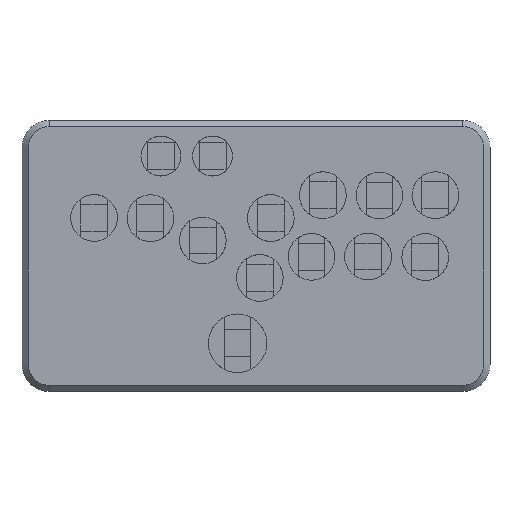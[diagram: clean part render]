
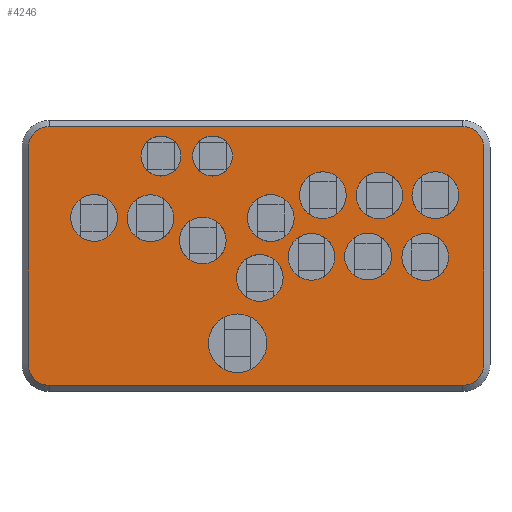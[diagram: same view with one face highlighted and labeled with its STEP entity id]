
A CAD part, top view. The second image highlights one B-rep face of the part: STEP entity #4246.
In plain terms, the highlighted planar face has unit normal (0, 0, 1).
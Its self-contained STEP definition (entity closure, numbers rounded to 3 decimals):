
#118=FACE_BOUND('',#617,.T.);
#119=FACE_BOUND('',#618,.T.);
#120=FACE_BOUND('',#619,.T.);
#121=FACE_BOUND('',#620,.T.);
#122=FACE_BOUND('',#621,.T.);
#123=FACE_BOUND('',#622,.T.);
#124=FACE_BOUND('',#623,.T.);
#125=FACE_BOUND('',#624,.T.);
#126=FACE_BOUND('',#625,.T.);
#127=FACE_BOUND('',#626,.T.);
#128=FACE_BOUND('',#627,.T.);
#129=FACE_BOUND('',#628,.T.);
#130=FACE_BOUND('',#629,.T.);
#131=FACE_BOUND('',#630,.T.);
#171=PLANE('',#4582);
#362=FACE_OUTER_BOUND('',#616,.T.);
#616=EDGE_LOOP('',(#3175,#3176,#3177,#3178,#3179,#3180,#3181,#3182));
#617=EDGE_LOOP('',(#3183));
#618=EDGE_LOOP('',(#3184));
#619=EDGE_LOOP('',(#3185));
#620=EDGE_LOOP('',(#3186));
#621=EDGE_LOOP('',(#3187));
#622=EDGE_LOOP('',(#3188));
#623=EDGE_LOOP('',(#3189));
#624=EDGE_LOOP('',(#3190));
#625=EDGE_LOOP('',(#3191));
#626=EDGE_LOOP('',(#3192));
#627=EDGE_LOOP('',(#3193));
#628=EDGE_LOOP('',(#3194));
#629=EDGE_LOOP('',(#3195));
#630=EDGE_LOOP('',(#3196));
#896=LINE('',#6501,#1323);
#897=LINE('',#6505,#1324);
#898=LINE('',#6509,#1325);
#899=LINE('',#6513,#1326);
#1323=VECTOR('',#5233,10.);
#1324=VECTOR('',#5236,10.);
#1325=VECTOR('',#5239,10.);
#1326=VECTOR('',#5242,10.);
#1748=CIRCLE('',#4583,10.828);
#1749=CIRCLE('',#4584,10.828);
#1750=CIRCLE('',#4585,10.828);
#1751=CIRCLE('',#4586,10.828);
#1752=CIRCLE('',#4587,15.);
#1753=CIRCLE('',#4588,12.);
#1754=CIRCLE('',#4589,12.);
#1755=CIRCLE('',#4590,12.);
#1756=CIRCLE('',#4591,12.);
#1757=CIRCLE('',#4592,12.);
#1758=CIRCLE('',#4593,12.);
#1759=CIRCLE('',#4594,12.);
#1760=CIRCLE('',#4595,12.);
#1761=CIRCLE('',#4596,12.);
#1762=CIRCLE('',#4597,12.);
#1763=CIRCLE('',#4598,12.);
#1764=CIRCLE('',#4599,10.25);
#1765=CIRCLE('',#4600,10.25);
#1970=VERTEX_POINT('',#6499);
#1971=VERTEX_POINT('',#6500);
#1972=VERTEX_POINT('',#6502);
#1973=VERTEX_POINT('',#6504);
#1974=VERTEX_POINT('',#6506);
#1975=VERTEX_POINT('',#6508);
#1976=VERTEX_POINT('',#6510);
#1977=VERTEX_POINT('',#6512);
#1978=VERTEX_POINT('',#6515);
#1979=VERTEX_POINT('',#6517);
#1980=VERTEX_POINT('',#6519);
#1981=VERTEX_POINT('',#6521);
#1982=VERTEX_POINT('',#6523);
#1983=VERTEX_POINT('',#6525);
#1984=VERTEX_POINT('',#6527);
#1985=VERTEX_POINT('',#6529);
#1986=VERTEX_POINT('',#6531);
#1987=VERTEX_POINT('',#6533);
#1988=VERTEX_POINT('',#6535);
#1989=VERTEX_POINT('',#6537);
#1990=VERTEX_POINT('',#6539);
#1991=VERTEX_POINT('',#6541);
#2431=EDGE_CURVE('',#1970,#1971,#896,.T.);
#2432=EDGE_CURVE('',#1972,#1970,#1748,.T.);
#2433=EDGE_CURVE('',#1973,#1972,#897,.T.);
#2434=EDGE_CURVE('',#1974,#1973,#1749,.T.);
#2435=EDGE_CURVE('',#1975,#1974,#898,.T.);
#2436=EDGE_CURVE('',#1976,#1975,#1750,.T.);
#2437=EDGE_CURVE('',#1977,#1976,#899,.T.);
#2438=EDGE_CURVE('',#1971,#1977,#1751,.T.);
#2439=EDGE_CURVE('',#1978,#1978,#1752,.T.);
#2440=EDGE_CURVE('',#1979,#1979,#1753,.T.);
#2441=EDGE_CURVE('',#1980,#1980,#1754,.T.);
#2442=EDGE_CURVE('',#1981,#1981,#1755,.T.);
#2443=EDGE_CURVE('',#1982,#1982,#1756,.T.);
#2444=EDGE_CURVE('',#1983,#1983,#1757,.T.);
#2445=EDGE_CURVE('',#1984,#1984,#1758,.T.);
#2446=EDGE_CURVE('',#1985,#1985,#1759,.T.);
#2447=EDGE_CURVE('',#1986,#1986,#1760,.T.);
#2448=EDGE_CURVE('',#1987,#1987,#1761,.T.);
#2449=EDGE_CURVE('',#1988,#1988,#1762,.T.);
#2450=EDGE_CURVE('',#1989,#1989,#1763,.T.);
#2451=EDGE_CURVE('',#1990,#1990,#1764,.T.);
#2452=EDGE_CURVE('',#1991,#1991,#1765,.T.);
#3175=ORIENTED_EDGE('',*,*,#2431,.F.);
#3176=ORIENTED_EDGE('',*,*,#2432,.F.);
#3177=ORIENTED_EDGE('',*,*,#2433,.F.);
#3178=ORIENTED_EDGE('',*,*,#2434,.F.);
#3179=ORIENTED_EDGE('',*,*,#2435,.F.);
#3180=ORIENTED_EDGE('',*,*,#2436,.F.);
#3181=ORIENTED_EDGE('',*,*,#2437,.F.);
#3182=ORIENTED_EDGE('',*,*,#2438,.F.);
#3183=ORIENTED_EDGE('',*,*,#2439,.T.);
#3184=ORIENTED_EDGE('',*,*,#2440,.T.);
#3185=ORIENTED_EDGE('',*,*,#2441,.T.);
#3186=ORIENTED_EDGE('',*,*,#2442,.T.);
#3187=ORIENTED_EDGE('',*,*,#2443,.T.);
#3188=ORIENTED_EDGE('',*,*,#2444,.T.);
#3189=ORIENTED_EDGE('',*,*,#2445,.T.);
#3190=ORIENTED_EDGE('',*,*,#2446,.T.);
#3191=ORIENTED_EDGE('',*,*,#2447,.T.);
#3192=ORIENTED_EDGE('',*,*,#2448,.T.);
#3193=ORIENTED_EDGE('',*,*,#2449,.T.);
#3194=ORIENTED_EDGE('',*,*,#2450,.T.);
#3195=ORIENTED_EDGE('',*,*,#2451,.T.);
#3196=ORIENTED_EDGE('',*,*,#2452,.T.);
#4246=ADVANCED_FACE('',(#362,#118,#119,#120,#121,#122,#123,#124,#125,#126,
#127,#128,#129,#130,#131),#171,.T.);
#4582=AXIS2_PLACEMENT_3D('',#6498,#5231,#5232);
#4583=AXIS2_PLACEMENT_3D('',#6503,#5234,#5235);
#4584=AXIS2_PLACEMENT_3D('',#6507,#5237,#5238);
#4585=AXIS2_PLACEMENT_3D('',#6511,#5240,#5241);
#4586=AXIS2_PLACEMENT_3D('',#6514,#5243,#5244);
#4587=AXIS2_PLACEMENT_3D('',#6516,#5245,#5246);
#4588=AXIS2_PLACEMENT_3D('',#6518,#5247,#5248);
#4589=AXIS2_PLACEMENT_3D('',#6520,#5249,#5250);
#4590=AXIS2_PLACEMENT_3D('',#6522,#5251,#5252);
#4591=AXIS2_PLACEMENT_3D('',#6524,#5253,#5254);
#4592=AXIS2_PLACEMENT_3D('',#6526,#5255,#5256);
#4593=AXIS2_PLACEMENT_3D('',#6528,#5257,#5258);
#4594=AXIS2_PLACEMENT_3D('',#6530,#5259,#5260);
#4595=AXIS2_PLACEMENT_3D('',#6532,#5261,#5262);
#4596=AXIS2_PLACEMENT_3D('',#6534,#5263,#5264);
#4597=AXIS2_PLACEMENT_3D('',#6536,#5265,#5266);
#4598=AXIS2_PLACEMENT_3D('',#6538,#5267,#5268);
#4599=AXIS2_PLACEMENT_3D('',#6540,#5269,#5270);
#4600=AXIS2_PLACEMENT_3D('',#6542,#5271,#5272);
#5231=DIRECTION('center_axis',(0.,0.,1.));
#5232=DIRECTION('ref_axis',(1.,0.,0.));
#5233=DIRECTION('',(0.,1.,0.));
#5234=DIRECTION('center_axis',(0.,0.,-1.));
#5235=DIRECTION('ref_axis',(-1.,0.,0.));
#5236=DIRECTION('',(-1.,0.,0.));
#5237=DIRECTION('center_axis',(0.,0.,-1.));
#5238=DIRECTION('ref_axis',(0.,-1.,0.));
#5239=DIRECTION('',(0.,-1.,0.));
#5240=DIRECTION('center_axis',(0.,0.,-1.));
#5241=DIRECTION('ref_axis',(1.,0.,0.));
#5242=DIRECTION('',(1.,0.,0.));
#5243=DIRECTION('center_axis',(0.,0.,-1.));
#5244=DIRECTION('ref_axis',(0.,1.,0.));
#5245=DIRECTION('center_axis',(0.,0.,-1.));
#5246=DIRECTION('ref_axis',(1.,0.,0.));
#5247=DIRECTION('center_axis',(0.,0.,-1.));
#5248=DIRECTION('ref_axis',(1.,0.,0.));
#5249=DIRECTION('center_axis',(0.,0.,-1.));
#5250=DIRECTION('ref_axis',(1.,0.,0.));
#5251=DIRECTION('center_axis',(0.,0.,-1.));
#5252=DIRECTION('ref_axis',(1.,0.,0.));
#5253=DIRECTION('center_axis',(0.,0.,-1.));
#5254=DIRECTION('ref_axis',(1.,0.,0.));
#5255=DIRECTION('center_axis',(0.,0.,-1.));
#5256=DIRECTION('ref_axis',(1.,0.,0.));
#5257=DIRECTION('center_axis',(0.,0.,-1.));
#5258=DIRECTION('ref_axis',(1.,0.,0.));
#5259=DIRECTION('center_axis',(0.,0.,-1.));
#5260=DIRECTION('ref_axis',(1.,0.,0.));
#5261=DIRECTION('center_axis',(0.,0.,-1.));
#5262=DIRECTION('ref_axis',(1.,0.,0.));
#5263=DIRECTION('center_axis',(0.,0.,-1.));
#5264=DIRECTION('ref_axis',(1.,0.,0.));
#5265=DIRECTION('center_axis',(0.,0.,-1.));
#5266=DIRECTION('ref_axis',(1.,0.,0.));
#5267=DIRECTION('center_axis',(0.,0.,-1.));
#5268=DIRECTION('ref_axis',(1.,0.,0.));
#5269=DIRECTION('center_axis',(0.,0.,-1.));
#5270=DIRECTION('ref_axis',(1.,0.,0.));
#5271=DIRECTION('center_axis',(0.,0.,-1.));
#5272=DIRECTION('ref_axis',(1.,0.,0.));
#6498=CARTESIAN_POINT('Origin',(9.5,75.695,12.));
#6499=CARTESIAN_POINT('',(-107.329,20.195,12.));
#6500=CARTESIAN_POINT('',(-107.329,131.195,12.));
#6501=CARTESIAN_POINT('',(-107.329,89.57,12.));
#6502=CARTESIAN_POINT('',(-96.5,9.367,12.));
#6503=CARTESIAN_POINT('Origin',(-96.5,20.195,12.));
#6504=CARTESIAN_POINT('',(115.5,9.367,12.));
#6505=CARTESIAN_POINT('',(-17.,9.367,12.));
#6506=CARTESIAN_POINT('',(126.328,20.195,12.));
#6507=CARTESIAN_POINT('Origin',(115.5,20.195,12.));
#6508=CARTESIAN_POINT('',(126.328,131.195,12.));
#6509=CARTESIAN_POINT('',(126.328,61.82,12.));
#6510=CARTESIAN_POINT('',(115.5,142.024,12.));
#6511=CARTESIAN_POINT('Origin',(115.5,131.195,12.));
#6512=CARTESIAN_POINT('',(-96.5,142.024,12.));
#6513=CARTESIAN_POINT('',(36.,142.024,12.));
#6514=CARTESIAN_POINT('Origin',(-96.5,131.195,12.));
#6515=CARTESIAN_POINT('',(-14.97,30.945,12.));
#6516=CARTESIAN_POINT('Origin',(0.03,30.945,12.));
#6517=CARTESIAN_POINT('',(84.305,75.147,12.));
#6518=CARTESIAN_POINT('Origin',(96.305,75.147,12.));
#6519=CARTESIAN_POINT('',(5.055,95.159,12.));
#6520=CARTESIAN_POINT('Origin',(17.055,95.159,12.));
#6521=CARTESIAN_POINT('',(-85.543,95.201,12.));
#6522=CARTESIAN_POINT('Origin',(-73.543,95.201,12.));
#6523=CARTESIAN_POINT('',(31.755,106.856,12.));
#6524=CARTESIAN_POINT('Origin',(43.755,106.856,12.));
#6525=CARTESIAN_POINT('',(54.957,75.414,12.));
#6526=CARTESIAN_POINT('Origin',(66.957,75.414,12.));
#6527=CARTESIAN_POINT('',(-0.581,64.451,12.));
#6528=CARTESIAN_POINT('Origin',(11.419,64.451,12.));
#6529=CARTESIAN_POINT('',(89.5,106.886,12.));
#6530=CARTESIAN_POINT('Origin',(101.5,106.886,12.));
#6531=CARTESIAN_POINT('',(-29.796,83.653,12.));
#6532=CARTESIAN_POINT('Origin',(-17.796,83.653,12.));
#6533=CARTESIAN_POINT('',(-56.633,95.073,12.));
#6534=CARTESIAN_POINT('Origin',(-44.633,95.073,12.));
#6535=CARTESIAN_POINT('',(60.813,106.711,12.));
#6536=CARTESIAN_POINT('Origin',(72.813,106.711,12.));
#6537=CARTESIAN_POINT('',(25.961,75.25,12.));
#6538=CARTESIAN_POINT('Origin',(37.961,75.25,12.));
#6539=CARTESIAN_POINT('',(-49.5,126.945,12.));
#6540=CARTESIAN_POINT('Origin',(-39.25,126.945,12.));
#6541=CARTESIAN_POINT('',(-23.,126.945,12.));
#6542=CARTESIAN_POINT('Origin',(-12.75,126.945,12.));
